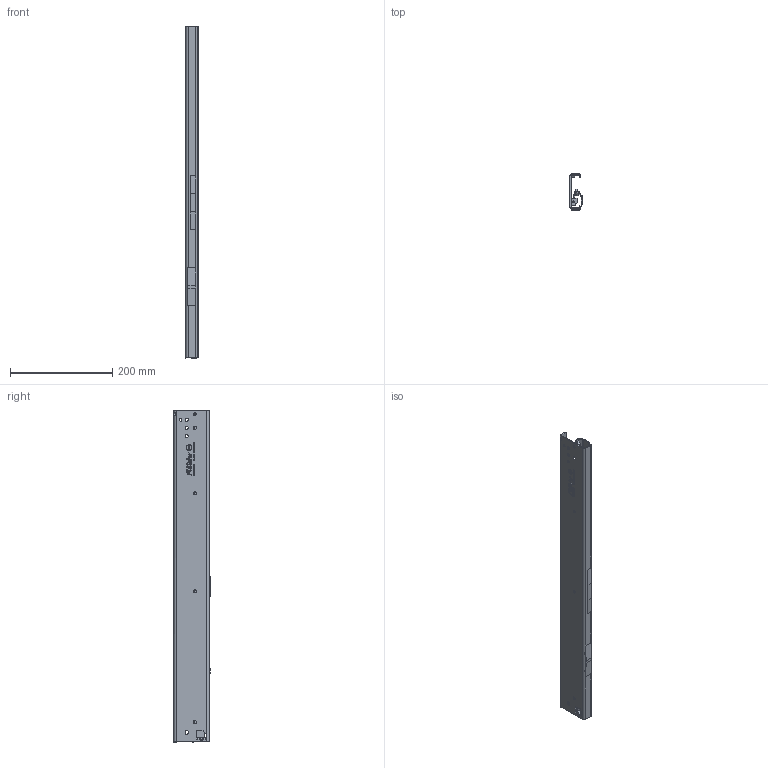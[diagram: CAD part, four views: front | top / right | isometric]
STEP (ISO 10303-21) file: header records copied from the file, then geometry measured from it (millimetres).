
FILE_DESCRIPTION (( 'STEP AP214' ), '1' );
FILE_NAME ('FR_7101_SCC.0650mm_26inch_closed_left.STEP', '2022-11-18T06:16:02', ( '' ), ( '' ), 'SwSTEP 2.0', 'SolidWorks 2020', '' );
FILE_SCHEMA (( 'AUTOMOTIVE_DESIGN' ));
Length unit declared in the file: millimetre
Products named in the file (5): FR_7101_SCC.0650mm_26inch_closed_left; CS# 7101.XXX-03.S153_NL 650; CS# 7100.XXX-01.0000_NL 650
Assembly tree (4 placements, depth 3):
  FR_7101_SCC.0650mm_26inch_closed_left
    CS# 7100.XXX-01.0000_NL 650
      CS# 7100.XXX-01.0000_NL 650
    CS# 7101.XXX-03.S153_NL 650
      CS# 7101.XXX-03.S153_NL 650
Bounding box: 24 x 70.8 x 650 mm (x, y, z)
Volume: 225448.9 mm3; surface area: 199412.3 mm2
Topology: 2 solids, 2 shells, 891 faces, 2390 edges, 1539 vertices
Faces by surface type: plane 514, bspline 169, cylinder 133, cone 73, sphere 2
Entity records: 46959 total; most frequent: CARTESIAN_POINT 19724, ORIENTED_EDGE 4768, DIRECTION 3688, EDGE_CURVE 2384, VERTEX_POINT 1539, LINE 1474, VECTOR 1474, AXIS2_PLACEMENT_3D 1107
